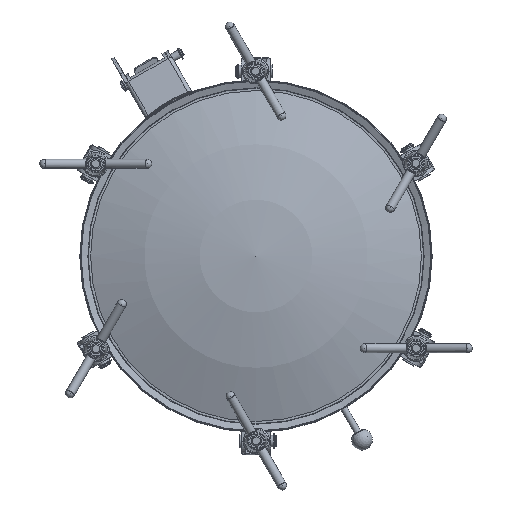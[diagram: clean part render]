
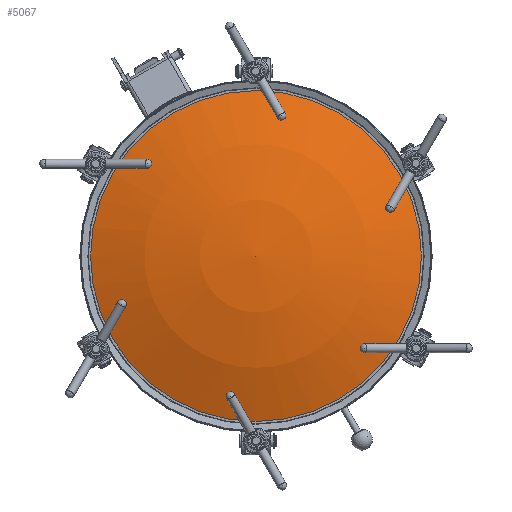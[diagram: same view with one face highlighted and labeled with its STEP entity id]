
A CAD part, top view. The second image highlights one B-rep face of the part: STEP entity #5067.
In plain terms, the highlighted spherical face has radius 693.394 mm.
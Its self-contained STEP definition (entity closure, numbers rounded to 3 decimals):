
#23=SPHERICAL_SURFACE('',#5827,693.394);
#1805=ORIENTED_EDGE('',*,*,#2865,.T.);
#2865=EDGE_CURVE('',#3443,#3443,#3829,.T.);
#3443=VERTEX_POINT('',#8640);
#3829=CIRCLE('',#5828,252.5);
#4167=EDGE_LOOP('',(#1805));
#4627=FACE_BOUND('',#4167,.T.);
#5067=ADVANCED_FACE('',(#4627),#23,.T.);
#5827=AXIS2_PLACEMENT_3D('',#8638,#6821,#6822);
#5828=AXIS2_PLACEMENT_3D('',#8639,#6823,#6824);
#6821=DIRECTION('',(0.,0.,1.));
#6822=DIRECTION('',(0.,1.,0.));
#6823=DIRECTION('',(0.,0.,1.));
#6824=DIRECTION('',(0.,-1.,0.));
#8638=CARTESIAN_POINT('',(0.,0.,-607.394));
#8639=CARTESIAN_POINT('',(0.,0.,38.392));
#8640=CARTESIAN_POINT('',(0.,-252.5,38.392));
